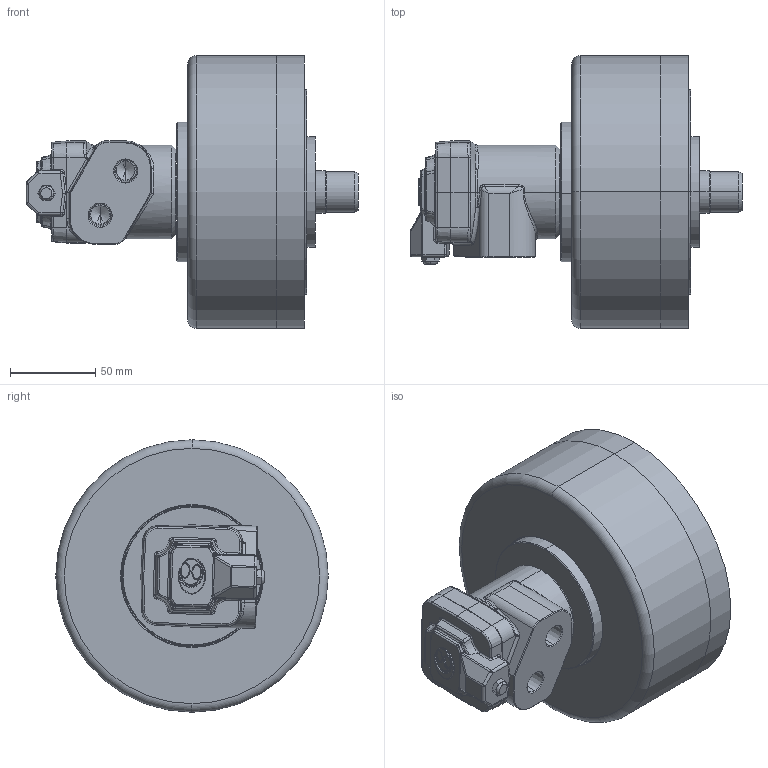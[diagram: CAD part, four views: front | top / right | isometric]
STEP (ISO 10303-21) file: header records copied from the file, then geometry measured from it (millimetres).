
FILE_DESCRIPTION (( 'STEP AP203' ), '1' );
FILE_NAME ('RA-130²Õ¦X¥ó.STEP', '2011-03-16T03:51:59', ( 'user' ), ( '' ), 'SwSTEP 2.0', 'SolidWorks 2010', '' );
FILE_SCHEMA (( 'CONFIG_CONTROL_DESIGN' ));
Products named in the file (9): RA-130缸蓋; RA-130活塞; RA-130消音器; RA-130組合件; RA-130缸體; RA-130閥軸組; RA-130閥軸; RA-130閥體; RA-130閥蓋
Assembly tree (8 placements, depth 3):
  RA-130組合件
    RA-130缸蓋
    RA-130活塞
    RA-130閥軸組
      RA-130消音器
      RA-130閥蓋
      RA-130閥軸
      RA-130閥體
    RA-130缸體
Bounding box: 195 x 160 x 160 mm (x, y, z)
Volume: 1477928 mm3; surface area: 232652.3 mm2
Topology: 7 solids, 7 shells, 489 faces, 1125 edges, 656 vertices
Faces by surface type: cylinder 156, bspline 123, plane 114, cone 70, torus 17, sphere 9
Entity records: 30998 total; most frequent: CARTESIAN_POINT 19951, ORIENTED_EDGE 2186, DIRECTION 1946, EDGE_CURVE 1093, AXIS2_PLACEMENT_3D 786, VERTEX_POINT 656, EDGE_LOOP 533, ADVANCED_FACE 489
